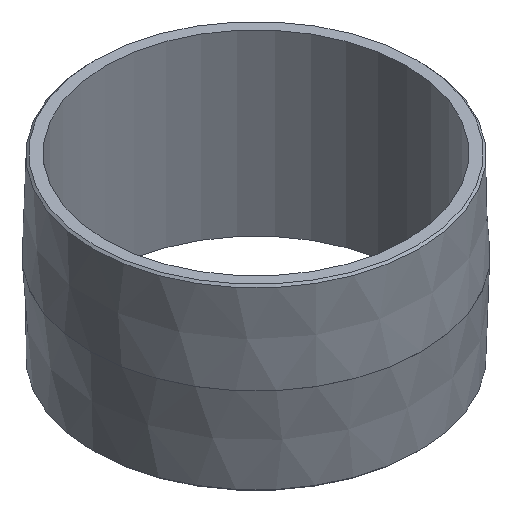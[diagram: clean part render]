
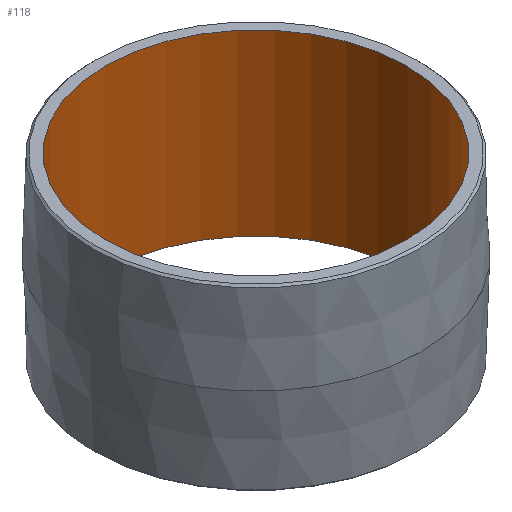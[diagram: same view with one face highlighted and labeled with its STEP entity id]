
A CAD part, isometric view. The second image highlights one B-rep face of the part: STEP entity #118.
In plain terms, the highlighted cylindrical face has radius 64.294 mm (diameter 128.588 mm), a full revolution.
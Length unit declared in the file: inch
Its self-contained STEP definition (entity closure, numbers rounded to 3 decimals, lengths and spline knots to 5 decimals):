
#23=FACE_OUTER_BOUND('',#31,.T.);
#31=EDGE_LOOP('',(#86,#87,#88,#89));
#41=LINE('',#210,#47);
#47=VECTOR('',#169,2.53125);
#53=CIRCLE('',#147,2.53125);
#54=CIRCLE('',#148,2.53125);
#62=VERTEX_POINT('',#207);
#63=VERTEX_POINT('',#209);
#71=EDGE_CURVE('',#62,#62,#53,.T.);
#72=EDGE_CURVE('',#62,#63,#41,.T.);
#73=EDGE_CURVE('',#63,#63,#54,.T.);
#86=ORIENTED_EDGE('',*,*,#71,.F.);
#87=ORIENTED_EDGE('',*,*,#72,.T.);
#88=ORIENTED_EDGE('',*,*,#73,.F.);
#89=ORIENTED_EDGE('',*,*,#72,.F.);
#116=CYLINDRICAL_SURFACE('',#146,2.53125);
#118=ADVANCED_FACE('',(#23),#116,.F.);
#146=AXIS2_PLACEMENT_3D('',#206,#165,#166);
#147=AXIS2_PLACEMENT_3D('',#208,#167,#168);
#148=AXIS2_PLACEMENT_3D('',#211,#170,#171);
#165=DIRECTION('center_axis',(0.,0.,-1.));
#166=DIRECTION('ref_axis',(-1.,0.,0.));
#167=DIRECTION('center_axis',(0.,0.,-1.));
#168=DIRECTION('ref_axis',(-1.,0.,0.));
#169=DIRECTION('',(0.,0.,-1.));
#170=DIRECTION('center_axis',(0.,0.,1.));
#171=DIRECTION('ref_axis',(-1.,0.,0.));
#206=CARTESIAN_POINT('Origin',(0.,0.,1.5));
#207=CARTESIAN_POINT('',(2.53125,0.,1.5));
#208=CARTESIAN_POINT('Origin',(0.,0.,1.5));
#209=CARTESIAN_POINT('',(2.53125,0.,-1.5));
#210=CARTESIAN_POINT('',(2.53125,0.,1.5));
#211=CARTESIAN_POINT('Origin',(0.,0.,-1.5));
